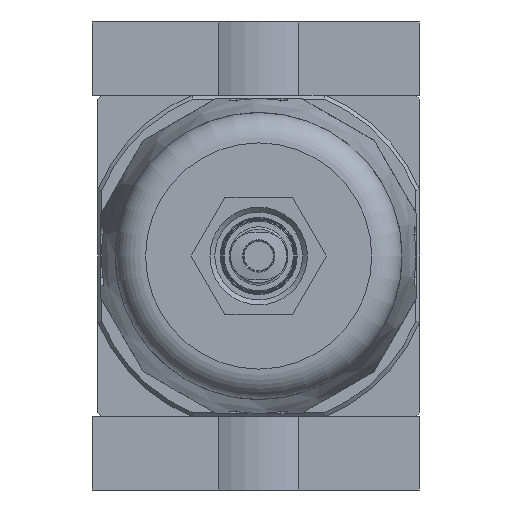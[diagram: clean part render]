
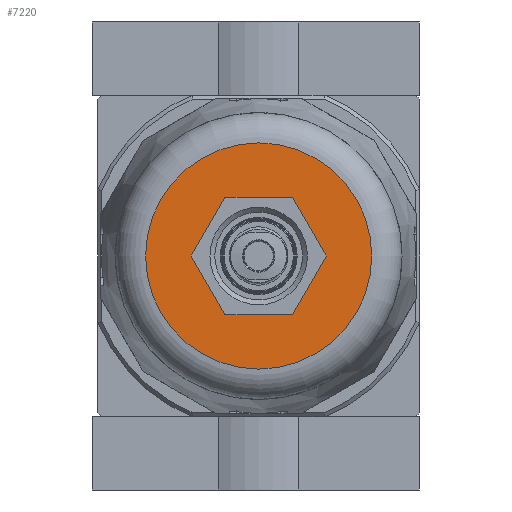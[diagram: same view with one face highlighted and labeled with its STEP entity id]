
A CAD part, front view. The second image highlights one B-rep face of the part: STEP entity #7220.
In plain terms, the highlighted planar face has unit normal (0, -1, 0).
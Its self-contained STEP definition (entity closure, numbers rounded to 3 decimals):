
#481=CIRCLE('',#7688,23.2);
#1052=ORIENTED_EDGE('',*,*,#2445,.T.);
#1053=ORIENTED_EDGE('',*,*,#2446,.T.);
#1054=ORIENTED_EDGE('',*,*,#2447,.T.);
#1055=ORIENTED_EDGE('',*,*,#2448,.T.);
#1056=ORIENTED_EDGE('',*,*,#2449,.T.);
#1057=ORIENTED_EDGE('',*,*,#2450,.T.);
#1058=ORIENTED_EDGE('',*,*,#2451,.T.);
#2445=EDGE_CURVE('',#3171,#3171,#481,.T.);
#2446=EDGE_CURVE('',#3172,#3173,#3683,.T.);
#2447=EDGE_CURVE('',#3173,#3174,#3684,.T.);
#2448=EDGE_CURVE('',#3174,#3175,#3685,.T.);
#2449=EDGE_CURVE('',#3175,#3176,#3686,.T.);
#2450=EDGE_CURVE('',#3176,#3177,#3687,.T.);
#2451=EDGE_CURVE('',#3177,#3172,#3688,.T.);
#3171=VERTEX_POINT('',#10466);
#3172=VERTEX_POINT('',#10468);
#3173=VERTEX_POINT('',#10469);
#3174=VERTEX_POINT('',#10471);
#3175=VERTEX_POINT('',#10473);
#3176=VERTEX_POINT('',#10475);
#3177=VERTEX_POINT('',#10477);
#3683=LINE('',#10467,#4049);
#3684=LINE('',#10470,#4050);
#3685=LINE('',#10472,#4051);
#3686=LINE('',#10474,#4052);
#3687=LINE('',#10476,#4053);
#3688=LINE('',#10478,#4054);
#4049=VECTOR('',#8605,1000.);
#4050=VECTOR('',#8606,1000.);
#4051=VECTOR('',#8607,1000.);
#4052=VECTOR('',#8608,1000.);
#4053=VECTOR('',#8609,1000.);
#4054=VECTOR('',#8610,1000.);
#4440=EDGE_LOOP('',(#1052));
#4441=EDGE_LOOP('',(#1053,#1054,#1055,#1056,#1057,#1058));
#4966=FACE_BOUND('',#4440,.T.);
#4967=FACE_BOUND('',#4441,.T.);
#5419=PLANE('',#7687);
#7220=ADVANCED_FACE('',(#4966,#4967),#5419,.F.);
#7687=AXIS2_PLACEMENT_3D('',#10464,#8601,#8602);
#7688=AXIS2_PLACEMENT_3D('',#10465,#8603,#8604);
#8601=DIRECTION('',(0.,1.,0.));
#8602=DIRECTION('',(0.,0.,1.));
#8603=DIRECTION('',(0.,-1.,0.));
#8604=DIRECTION('',(0.,0.,-1.));
#8605=DIRECTION('',(0.,0.,1.));
#8606=DIRECTION('',(0.866,0.,0.5));
#8607=DIRECTION('',(0.866,0.,-0.5));
#8608=DIRECTION('',(0.,0.,-1.));
#8609=DIRECTION('',(-0.866,0.,-0.5));
#8610=DIRECTION('',(-0.866,0.,0.5));
#10464=CARTESIAN_POINT('',(23.2,-165.,0.));
#10465=CARTESIAN_POINT('',(0.,-165.,0.));
#10466=CARTESIAN_POINT('',(0.,-165.,-23.2));
#10467=CARTESIAN_POINT('',(-12.,-165.,-6.928));
#10468=CARTESIAN_POINT('',(-12.,-165.,-6.928));
#10469=CARTESIAN_POINT('',(-12.,-165.,6.928));
#10470=CARTESIAN_POINT('',(-12.,-165.,6.928));
#10471=CARTESIAN_POINT('',(0.,-165.,13.856));
#10472=CARTESIAN_POINT('',(0.,-165.,13.856));
#10473=CARTESIAN_POINT('',(12.,-165.,6.928));
#10474=CARTESIAN_POINT('',(12.,-165.,6.928));
#10475=CARTESIAN_POINT('',(12.,-165.,-6.928));
#10476=CARTESIAN_POINT('',(12.,-165.,-6.928));
#10477=CARTESIAN_POINT('',(0.,-165.,-13.856));
#10478=CARTESIAN_POINT('',(0.,-165.,-13.856));
